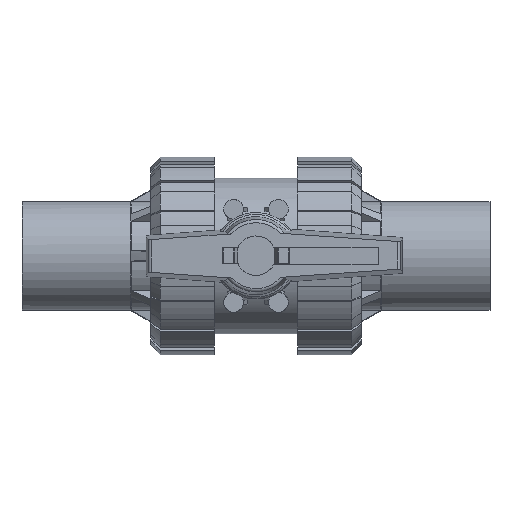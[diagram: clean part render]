
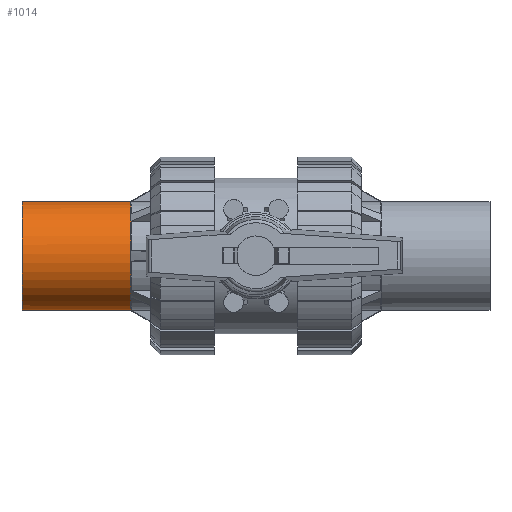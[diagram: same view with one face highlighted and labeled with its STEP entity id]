
A CAD part, top view. The second image highlights one B-rep face of the part: STEP entity #1014.
In plain terms, the highlighted free-form (B-spline) face has degree [8, 1] with [9, 2] control points.
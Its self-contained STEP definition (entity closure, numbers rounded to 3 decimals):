
#1014=ADVANCED_FACE('',(#2283),#2284,.T.);
#2283=FACE_OUTER_BOUND('',#4430,.T.);
#2284=B_SPLINE_SURFACE_WITH_KNOTS('',8,1,((#4431,#4432),(#4433,#4434),(#4435,#4436),(#4437,#4438),(#4439,#4440),(#4441,#4442),(#4443,#4444),(#4445,#4446),(#4447,#4448)),.UNSPECIFIED.,.F.,.F.,.F.,(9,9),(2,2),(-6.284,-3.141),(19844.974,19907.976),.UNSPECIFIED.);
#4430=EDGE_LOOP('',(#7377,#7378,#7379,#7380));
#4431=CARTESIAN_POINT('',(-135.751,31.5,63.969));
#4432=CARTESIAN_POINT('',(-72.749,31.6,63.968));
#4433=CARTESIAN_POINT('',(-135.751,31.512,76.346));
#4434=CARTESIAN_POINT('',(-72.749,31.612,76.386));
#4435=CARTESIAN_POINT('',(-135.751,25.967,88.73));
#4436=CARTESIAN_POINT('',(-72.749,26.049,88.808));
#4437=CARTESIAN_POINT('',(-135.751,14.865,98.206));
#4438=CARTESIAN_POINT('',(-72.749,14.912,98.315));
#4439=CARTESIAN_POINT('',(-135.751,-0.003,101.866));
#4440=CARTESIAN_POINT('',(-72.749,-0.003,101.986));
#4441=CARTESIAN_POINT('',(-135.751,-14.861,98.206));
#4442=CARTESIAN_POINT('',(-72.749,-14.908,98.315));
#4443=CARTESIAN_POINT('',(-135.751,-25.966,88.73));
#4444=CARTESIAN_POINT('',(-72.749,-26.049,88.808));
#4445=CARTESIAN_POINT('',(-135.751,-31.512,76.346));
#4446=CARTESIAN_POINT('',(-72.749,-31.612,76.386));
#4447=CARTESIAN_POINT('',(-135.751,-31.5,63.969));
#4448=CARTESIAN_POINT('',(-72.749,-31.6,63.968));
#7377=ORIENTED_EDGE('',*,*,#11365,.T.);
#7378=ORIENTED_EDGE('',*,*,#11356,.T.);
#7379=ORIENTED_EDGE('',*,*,#11367,.T.);
#7380=ORIENTED_EDGE('',*,*,#11369,.F.);
#11356=EDGE_CURVE('',#13652,#13653,#13654,.T.);
#11365=EDGE_CURVE('',#13665,#13652,#13666,.T.);
#11367=EDGE_CURVE('',#13653,#13667,#13669,.T.);
#11369=EDGE_CURVE('',#13665,#13667,#13671,.T.);
#13652=VERTEX_POINT('',#18058);
#13653=VERTEX_POINT('',#18059);
#13654=B_SPLINE_CURVE_WITH_KNOTS('',8,(#18060,#18061,#18062,#18063,#18064,#18065,#18066,#18067,#18068),.UNSPECIFIED.,.F.,.F.,(9,9),(0.,0.098),.UNSPECIFIED.);
#13665=VERTEX_POINT('',#18105);
#13666=LINE('',#18106,#18107);
#13667=VERTEX_POINT('',#18108);
#13669=LINE('',#18118,#18119);
#13671=B_SPLINE_CURVE_WITH_KNOTS('',8,(#18121,#18122,#18123,#18124,#18125,#18126,#18127,#18128,#18129),.UNSPECIFIED.,.F.,.F.,(9,9),(-6.283,-3.142),.UNSPECIFIED.);
#18058=CARTESIAN_POINT('',(-135.75,31.5,64.));
#18059=CARTESIAN_POINT('',(-135.75,-31.5,64.));
#18060=CARTESIAN_POINT('',(-135.75,31.5,64.));
#18061=CARTESIAN_POINT('',(-135.75,31.5,76.37));
#18062=CARTESIAN_POINT('',(-135.75,25.949,88.74));
#18063=CARTESIAN_POINT('',(-135.75,14.852,98.203));
#18064=CARTESIAN_POINT('',(-135.75,-0.003,101.856));
#18065=CARTESIAN_POINT('',(-135.75,-14.848,98.203));
#18066=CARTESIAN_POINT('',(-135.75,-25.949,88.74));
#18067=CARTESIAN_POINT('',(-135.75,-31.5,76.37));
#18068=CARTESIAN_POINT('',(-135.75,-31.5,64.));
#18105=CARTESIAN_POINT('',(-72.75,31.6,64.));
#18106=CARTESIAN_POINT('',(-104.25,31.55,64.));
#18107=VECTOR('',#23285,1000.0);
#18108=CARTESIAN_POINT('',(-72.75,-31.6,64.));
#18118=CARTESIAN_POINT('',(-104.25,-31.55,64.));
#18119=VECTOR('',#23286,1000.0);
#18121=CARTESIAN_POINT('',(-72.75,31.6,64.));
#18122=CARTESIAN_POINT('',(-72.75,31.6,76.409));
#18123=CARTESIAN_POINT('',(-72.75,26.032,88.818));
#18124=CARTESIAN_POINT('',(-72.75,14.899,98.311));
#18125=CARTESIAN_POINT('',(-72.75,-0.003,101.976));
#18126=CARTESIAN_POINT('',(-72.75,-14.895,98.311));
#18127=CARTESIAN_POINT('',(-72.75,-26.031,88.818));
#18128=CARTESIAN_POINT('',(-72.75,-31.6,76.409));
#18129=CARTESIAN_POINT('',(-72.75,-31.6,64.));
#23285=DIRECTION('',(-1.,-0.002,0.));
#23286=DIRECTION('',(1.,-0.002,0.));
